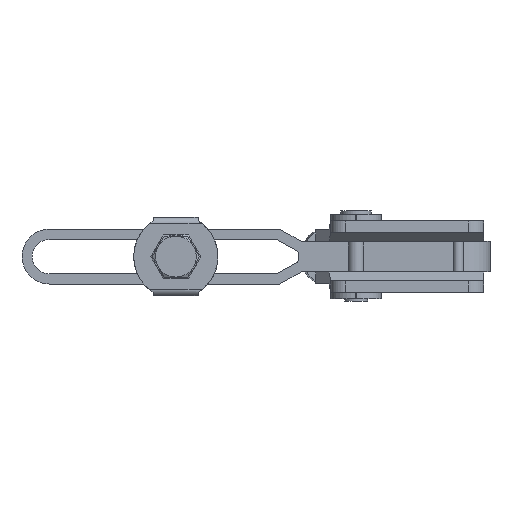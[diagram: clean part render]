
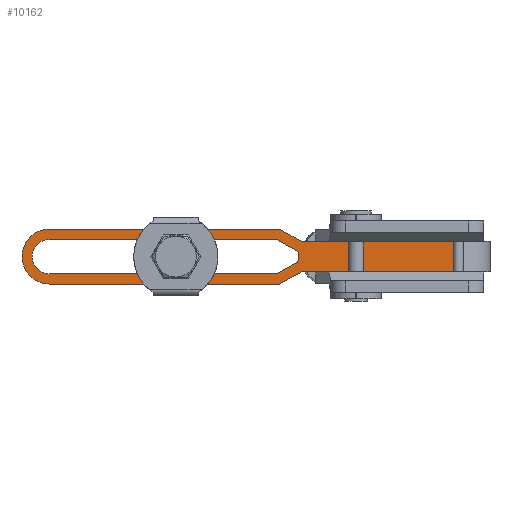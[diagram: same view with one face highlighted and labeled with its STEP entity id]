
A CAD part, front view. The second image highlights one B-rep face of the part: STEP entity #10162.
In plain terms, the highlighted planar face has unit normal (0, -1, 0).
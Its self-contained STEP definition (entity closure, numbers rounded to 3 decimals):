
#32 = LINE ( 'NONE', #8328, #8710 ) ;
#55 = EDGE_CURVE ( 'NONE', #3048, #9071, #2546, .T. ) ;
#350 = EDGE_CURVE ( 'NONE', #3048, #3798, #7006, .T. ) ;
#359 = LINE ( 'NONE', #7732, #2873 ) ;
#380 = VERTEX_POINT ( 'NONE', #2644 ) ;
#497 = ORIENTED_EDGE ( 'NONE', *, *, #4271, .T. ) ;
#505 = CARTESIAN_POINT ( 'NONE',  ( -74.541, 50., -5.173 ) ) ;
#513 = CARTESIAN_POINT ( 'NONE',  ( -81.041, 50., 0.75 ) ) ;
#574 = CARTESIAN_POINT ( 'NONE',  ( -79.999, 50., -16.75 ) ) ;
#628 = EDGE_CURVE ( 'NONE', #6262, #8498, #8175, .T. ) ;
#695 = CARTESIAN_POINT ( 'NONE',  ( -168.749, 50., -6. ) ) ;
#740 = CARTESIAN_POINT ( 'NONE',  ( -168.749, 50., -12.75 ) ) ;
#741 = ORIENTED_EDGE ( 'NONE', *, *, #9003, .T. ) ;
#824 = CARTESIAN_POINT ( 'NONE',  ( -72.541, 50., -5.173 ) ) ;
#902 = CARTESIAN_POINT ( 'NONE',  ( -72.541, 50., -6.827 ) ) ;
#930 = VERTEX_POINT ( 'NONE', #4907 ) ;
#960 = AXIS2_PLACEMENT_3D ( 'NONE', #9829, #4747, #10643 ) ;
#1350 = DIRECTION ( 'NONE',  ( 1., 0., 0. ) ) ;
#1390 = CARTESIAN_POINT ( 'NONE',  ( -170.249, 50., -12.75 ) ) ;
#1662 = VERTEX_POINT ( 'NONE', #9245 ) ;
#1742 = VERTEX_POINT ( 'NONE', #9361 ) ;
#1754 = DIRECTION ( 'NONE',  ( 0., 0., -1. ) ) ;
#1781 = DIRECTION ( 'NONE',  ( 1., 0., 0. ) ) ;
#1878 = VECTOR ( 'NONE', #6016, 1000. ) ;
#2131 = VECTOR ( 'NONE', #1781, 1000. ) ;
#2193 = ORIENTED_EDGE ( 'NONE', *, *, #5445, .F. ) ;
#2218 = LINE ( 'NONE', #5711, #4208 ) ;
#2270 = ORIENTED_EDGE ( 'NONE', *, *, #350, .F. ) ;
#2426 = AXIS2_PLACEMENT_3D ( 'NONE', #4830, #10733, #5680 ) ;
#2546 = CIRCLE ( 'NONE', #960, 2. ) ;
#2552 = CARTESIAN_POINT ( 'NONE',  ( -79.999, 50., -16.75 ) ) ;
#2633 = CARTESIAN_POINT ( 'NONE',  ( -71.499, 50., 0. ) ) ;
#2644 = CARTESIAN_POINT ( 'NONE',  ( -9.999, 50., 0. ) ) ;
#2669 = LINE ( 'NONE', #2552, #9115 ) ;
#2873 = VECTOR ( 'NONE', #4386, 1000. ) ;
#2958 = VECTOR ( 'NONE', #1754, 1000. ) ;
#2987 = ORIENTED_EDGE ( 'NONE', *, *, #55, .T. ) ;
#3048 = VERTEX_POINT ( 'NONE', #902 ) ;
#3084 = EDGE_LOOP ( 'NONE', ( #2987, #741, #4073, #10261, #8455, #5157, #6048, #2270 ) ) ;
#3539 = ORIENTED_EDGE ( 'NONE', *, *, #8815, .T. ) ;
#3728 = CARTESIAN_POINT ( 'NONE',  ( -170.249, 50., 4.75 ) ) ;
#3748 = CARTESIAN_POINT ( 'NONE',  ( -81.041, 50., 0.75 ) ) ;
#3798 = VERTEX_POINT ( 'NONE', #824 ) ;
#3971 = VECTOR ( 'NONE', #9908, 1000. ) ;
#4073 = ORIENTED_EDGE ( 'NONE', *, *, #7452, .T. ) ;
#4074 = LINE ( 'NONE', #9700, #10544 ) ;
#4083 = PLANE ( 'NONE',  #7003 ) ;
#4091 = DIRECTION ( 'NONE',  ( -1., 0., 0. ) ) ;
#4208 = VECTOR ( 'NONE', #9101, 1000. ) ;
#4259 = CARTESIAN_POINT ( 'NONE',  ( -168.749, 50., -16.75 ) ) ;
#4271 = EDGE_CURVE ( 'NONE', #8776, #7337, #8365, .T. ) ;
#4378 = LINE ( 'NONE', #4259, #2131 ) ;
#4386 = DIRECTION ( 'NONE',  ( 1., 0., 0. ) ) ;
#4665 = VECTOR ( 'NONE', #9708, 1000. ) ;
#4693 = ORIENTED_EDGE ( 'NONE', *, *, #5909, .T. ) ;
#4747 = DIRECTION ( 'NONE',  ( 0., 1., 0. ) ) ;
#4767 = VECTOR ( 'NONE', #10212, 1000. ) ;
#4830 = CARTESIAN_POINT ( 'NONE',  ( -170.249, 50., -6. ) ) ;
#4907 = CARTESIAN_POINT ( 'NONE',  ( -81.041, 50., -12.75 ) ) ;
#4919 = DIRECTION ( 'NONE',  ( 0., -1., 0. ) ) ;
#4920 = DIRECTION ( 'NONE',  ( 1., 0., 0. ) ) ;
#5111 = EDGE_CURVE ( 'NONE', #8091, #8776, #9133, .T. ) ;
#5157 = ORIENTED_EDGE ( 'NONE', *, *, #628, .T. ) ;
#5188 = VERTEX_POINT ( 'NONE', #1390 ) ;
#5335 = CIRCLE ( 'NONE', #8854, 2. ) ;
#5385 = AXIS2_PLACEMENT_3D ( 'NONE', #10002, #4919, #10820 ) ;
#5445 = EDGE_CURVE ( 'NONE', #380, #8701, #7401, .T. ) ;
#5680 = DIRECTION ( 'NONE',  ( 1., 0., 0. ) ) ;
#5711 = CARTESIAN_POINT ( 'NONE',  ( -81.041, 50., -12.75 ) ) ;
#5730 = FACE_OUTER_BOUND ( 'NONE', #6522, .T. ) ;
#5909 = EDGE_CURVE ( 'NONE', #10668, #1662, #2669, .T. ) ;
#5962 = EDGE_CURVE ( 'NONE', #7337, #10668, #4378, .T. ) ;
#5979 = EDGE_CURVE ( 'NONE', #380, #1742, #8592, .T. ) ;
#6016 = DIRECTION ( 'NONE',  ( -1., 0., 0. ) ) ;
#6048 = ORIENTED_EDGE ( 'NONE', *, *, #10591, .T. ) ;
#6202 = CARTESIAN_POINT ( 'NONE',  ( -170.249, 50., 0.75 ) ) ;
#6262 = VERTEX_POINT ( 'NONE', #513 ) ;
#6284 = CARTESIAN_POINT ( 'NONE',  ( -168.749, 50., 4.75 ) ) ;
#6340 = DIRECTION ( 'NONE',  ( 1., 0., 0. ) ) ;
#6381 = DIRECTION ( 'NONE',  ( 0., 1., 0. ) ) ;
#6474 = EDGE_CURVE ( 'NONE', #1742, #8091, #32, .T. ) ;
#6496 = CIRCLE ( 'NONE', #2426, 6.75 ) ;
#6522 = EDGE_LOOP ( 'NONE', ( #2193, #9087, #7038, #10339, #497, #6645, #4693, #3539 ) ) ;
#6645 = ORIENTED_EDGE ( 'NONE', *, *, #5962, .T. ) ;
#7003 = AXIS2_PLACEMENT_3D ( 'NONE', #695, #10003, #4920 ) ;
#7006 = LINE ( 'NONE', #9364, #4767 ) ;
#7038 = ORIENTED_EDGE ( 'NONE', *, *, #6474, .T. ) ;
#7319 = CARTESIAN_POINT ( 'NONE',  ( -170.249, 50., -16.75 ) ) ;
#7337 = VERTEX_POINT ( 'NONE', #7319 ) ;
#7401 = LINE ( 'NONE', #9316, #2958 ) ;
#7452 = EDGE_CURVE ( 'NONE', #930, #5188, #9518, .T. ) ;
#7489 = DIRECTION ( 'NONE',  ( -0.873, 0., 0.488 ) ) ;
#7711 = FACE_BOUND ( 'NONE', #3084, .T. ) ;
#7732 = CARTESIAN_POINT ( 'NONE',  ( -168.749, 50., 0.75 ) ) ;
#8091 = VERTEX_POINT ( 'NONE', #9355 ) ;
#8175 = LINE ( 'NONE', #3748, #3971 ) ;
#8328 = CARTESIAN_POINT ( 'NONE',  ( -79.999, 50., 4.75 ) ) ;
#8365 = CIRCLE ( 'NONE', #5385, 10.75 ) ;
#8445 = DIRECTION ( 'NONE',  ( 0.873, 0., 0.488 ) ) ;
#8455 = ORIENTED_EDGE ( 'NONE', *, *, #9754, .T. ) ;
#8498 = VERTEX_POINT ( 'NONE', #10767 ) ;
#8592 = LINE ( 'NONE', #2633, #1878 ) ;
#8701 = VERTEX_POINT ( 'NONE', #9520 ) ;
#8710 = VECTOR ( 'NONE', #7489, 1000. ) ;
#8776 = VERTEX_POINT ( 'NONE', #3728 ) ;
#8815 = EDGE_CURVE ( 'NONE', #1662, #8701, #4074, .T. ) ;
#8854 = AXIS2_PLACEMENT_3D ( 'NONE', #505, #6381, #1350 ) ;
#9003 = EDGE_CURVE ( 'NONE', #9071, #930, #2218, .T. ) ;
#9071 = VERTEX_POINT ( 'NONE', #9140 ) ;
#9087 = ORIENTED_EDGE ( 'NONE', *, *, #5979, .T. ) ;
#9101 = DIRECTION ( 'NONE',  ( -0.873, 0., -0.488 ) ) ;
#9115 = VECTOR ( 'NONE', #8445, 1000. ) ;
#9133 = LINE ( 'NONE', #6284, #4665 ) ;
#9140 = CARTESIAN_POINT ( 'NONE',  ( -73.565, 50., -8.572 ) ) ;
#9232 = VECTOR ( 'NONE', #4091, 1000. ) ;
#9245 = CARTESIAN_POINT ( 'NONE',  ( -71.499, 50., -12. ) ) ;
#9316 = CARTESIAN_POINT ( 'NONE',  ( -9.999, 50., 4.75 ) ) ;
#9355 = CARTESIAN_POINT ( 'NONE',  ( -79.999, 50., 4.75 ) ) ;
#9361 = CARTESIAN_POINT ( 'NONE',  ( -71.499, 50., 0. ) ) ;
#9364 = CARTESIAN_POINT ( 'NONE',  ( -72.541, 50., -8. ) ) ;
#9518 = LINE ( 'NONE', #740, #9232 ) ;
#9520 = CARTESIAN_POINT ( 'NONE',  ( -9.999, 50., -12. ) ) ;
#9700 = CARTESIAN_POINT ( 'NONE',  ( -71.499, 50., -12. ) ) ;
#9708 = DIRECTION ( 'NONE',  ( -1., 0., 0. ) ) ;
#9754 = EDGE_CURVE ( 'NONE', #10512, #6262, #359, .T. ) ;
#9829 = CARTESIAN_POINT ( 'NONE',  ( -74.541, 50., -6.827 ) ) ;
#9908 = DIRECTION ( 'NONE',  ( 0.873, 0., -0.488 ) ) ;
#10002 = CARTESIAN_POINT ( 'NONE',  ( -170.249, 50., -6. ) ) ;
#10003 = DIRECTION ( 'NONE',  ( 0., -1., 0. ) ) ;
#10162 = ADVANCED_FACE ( 'NONE', ( #7711, #5730 ), #4083, .T. ) ;
#10212 = DIRECTION ( 'NONE',  ( 0., 0., 1. ) ) ;
#10261 = ORIENTED_EDGE ( 'NONE', *, *, #10709, .F. ) ;
#10339 = ORIENTED_EDGE ( 'NONE', *, *, #5111, .T. ) ;
#10512 = VERTEX_POINT ( 'NONE', #6202 ) ;
#10544 = VECTOR ( 'NONE', #6340, 1000. ) ;
#10591 = EDGE_CURVE ( 'NONE', #8498, #3798, #5335, .T. ) ;
#10643 = DIRECTION ( 'NONE',  ( 1., 0., 0. ) ) ;
#10668 = VERTEX_POINT ( 'NONE', #574 ) ;
#10709 = EDGE_CURVE ( 'NONE', #10512, #5188, #6496, .T. ) ;
#10733 = DIRECTION ( 'NONE',  ( 0., -1., 0. ) ) ;
#10767 = CARTESIAN_POINT ( 'NONE',  ( -73.565, 50., -3.428 ) ) ;
#10820 = DIRECTION ( 'NONE',  ( 1., 0., 0. ) ) ;
